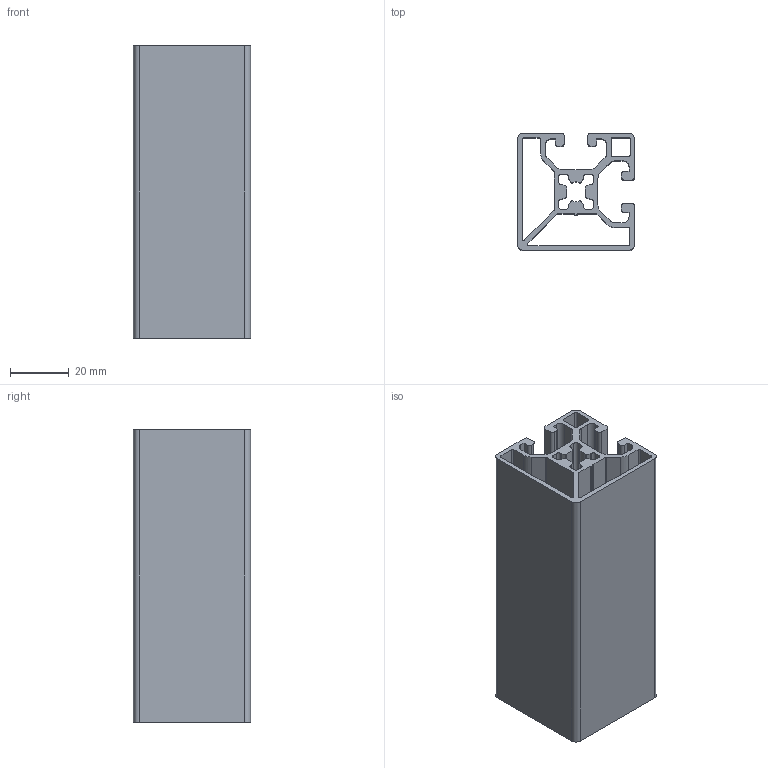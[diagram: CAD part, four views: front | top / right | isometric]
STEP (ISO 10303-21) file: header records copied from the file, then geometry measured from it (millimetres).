
FILE_DESCRIPTION(/* description */ (''),/* implementation_level */ '2;1');
FILE_NAME(/* name */ 'BPRDD0000099.stp',/* time_stamp */ '2017-07-12T11:47:47+02:00',/* author */ ('fzagni'),/* organization */ (''),/* preprocessor_version */ 'ST-DEVELOPER v16.1',/* originating_system */ 'Autodesk Inventor 2016',/* authorisation */ '');
FILE_SCHEMA (('AUTOMOTIVE_DESIGN { 1 0 10303 214 3 1 1 }'));
Length unit declared in the file: millimetre
Products named in the file (1): BPRDD0000114
Bounding box: 40 x 40 x 100 mm (x, y, z)
Volume: 49247.9 mm3; surface area: 52008.1 mm2
Topology: 1 solids, 1 shells, 157 faces, 465 edges, 310 vertices
Faces by surface type: plane 79, cylinder 78
Entity records: 5335 total; most frequent: DIRECTION 937, CARTESIAN_POINT 933, ORIENTED_EDGE 930, EDGE_CURVE 465, AXIS2_PLACEMENT_3D 314, VERTEX_POINT 310, LINE 309, VECTOR 309
